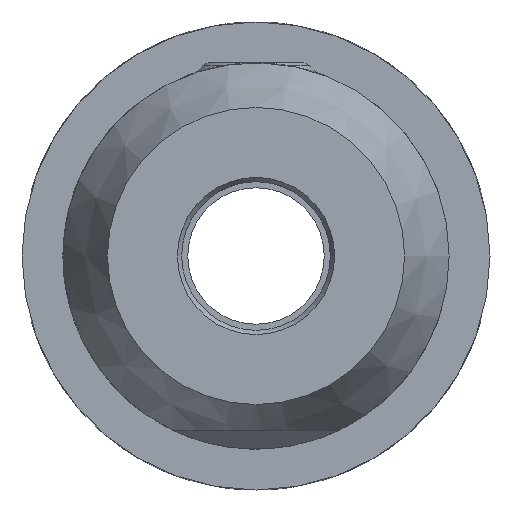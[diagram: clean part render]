
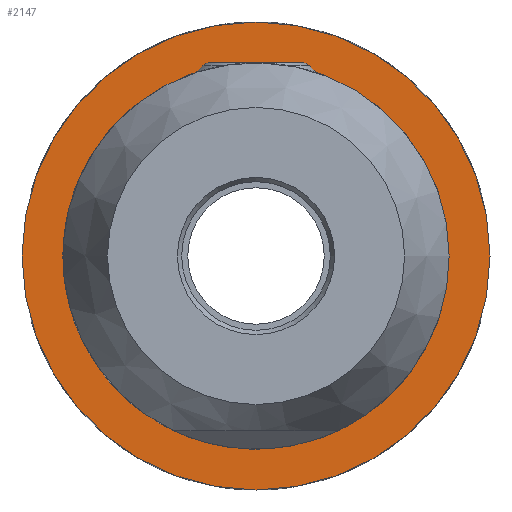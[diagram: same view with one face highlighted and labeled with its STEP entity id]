
A CAD part, left-side view. The second image highlights one B-rep face of the part: STEP entity #2147.
In plain terms, the highlighted planar face has unit normal (-1, 0, 0).
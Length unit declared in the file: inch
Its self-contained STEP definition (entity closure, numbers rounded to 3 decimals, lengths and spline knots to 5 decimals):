
#58=FACE_BOUND('',#483,.T.);
#100=PLANE('',#2389);
#349=FACE_OUTER_BOUND('',#482,.T.);
#482=EDGE_LOOP('',(#1885,#1886));
#483=EDGE_LOOP('',(#1887,#1888));
#676=CIRCLE('',#2230,1.24016);
#677=CIRCLE('',#2231,1.24016);
#755=CIRCLE('',#2387,1.01575);
#756=CIRCLE('',#2388,1.01575);
#822=VERTEX_POINT('',#3414);
#823=VERTEX_POINT('',#3416);
#967=VERTEX_POINT('',#4966);
#968=VERTEX_POINT('',#4967);
#1059=EDGE_CURVE('',#822,#823,#676,.T.);
#1060=EDGE_CURVE('',#823,#822,#677,.T.);
#1274=EDGE_CURVE('',#967,#968,#755,.T.);
#1275=EDGE_CURVE('',#968,#967,#756,.T.);
#1885=ORIENTED_EDGE('',*,*,#1060,.F.);
#1886=ORIENTED_EDGE('',*,*,#1059,.F.);
#1887=ORIENTED_EDGE('',*,*,#1274,.T.);
#1888=ORIENTED_EDGE('',*,*,#1275,.T.);
#2147=ADVANCED_FACE('',(#349,#58),#100,.T.);
#2230=AXIS2_PLACEMENT_3D('',#3417,#2538,#2539);
#2231=AXIS2_PLACEMENT_3D('',#3418,#2540,#2541);
#2387=AXIS2_PLACEMENT_3D('',#4968,#2908,#2909);
#2388=AXIS2_PLACEMENT_3D('',#4969,#2910,#2911);
#2389=AXIS2_PLACEMENT_3D('',#4971,#2913,#2914);
#2538=DIRECTION('center_axis',(1.,0.,0.));
#2539=DIRECTION('ref_axis',(0.,1.,0.));
#2540=DIRECTION('center_axis',(1.,0.,0.));
#2541=DIRECTION('ref_axis',(0.,1.,0.));
#2908=DIRECTION('center_axis',(1.,0.,0.));
#2909=DIRECTION('ref_axis',(0.,1.,0.));
#2910=DIRECTION('center_axis',(1.,0.,0.));
#2911=DIRECTION('ref_axis',(0.,1.,0.));
#2913=DIRECTION('center_axis',(-1.,0.,0.));
#2914=DIRECTION('ref_axis',(0.,0.,1.));
#3414=CARTESIAN_POINT('',(-0.86614,-1.24016,0.));
#3416=CARTESIAN_POINT('',(-0.86614,1.24016,0.));
#3417=CARTESIAN_POINT('Origin',(-0.86614,0.,
0.));
#3418=CARTESIAN_POINT('Origin',(-0.86614,0.,
0.));
#4966=CARTESIAN_POINT('',(-0.86614,1.01575,0.));
#4967=CARTESIAN_POINT('',(-0.86614,-1.01575,0.));
#4968=CARTESIAN_POINT('Origin',(-0.86614,0.,
0.));
#4969=CARTESIAN_POINT('Origin',(-0.86614,0.,
0.));
#4971=CARTESIAN_POINT('Origin',(-0.86614,1.12795,0.));
